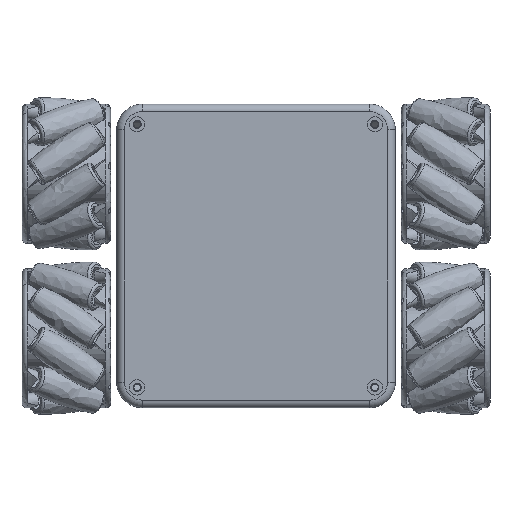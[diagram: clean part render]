
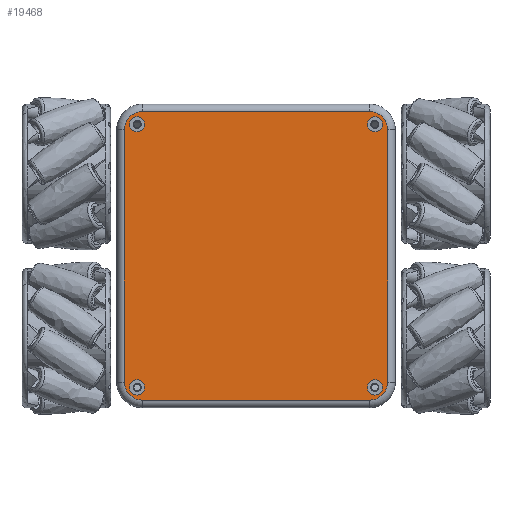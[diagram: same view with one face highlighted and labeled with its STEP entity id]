
A CAD part, top view. The second image highlights one B-rep face of the part: STEP entity #19468.
In plain terms, the highlighted planar face has unit normal (0, 0, 1).
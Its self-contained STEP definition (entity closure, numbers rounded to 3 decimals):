
#650=FACE_BOUND('',#3333,.T.);
#651=FACE_BOUND('',#3334,.T.);
#652=FACE_BOUND('',#3335,.T.);
#653=FACE_BOUND('',#3336,.T.);
#944=PLANE('',#21076);
#1936=FACE_OUTER_BOUND('',#3332,.T.);
#3332=EDGE_LOOP('',(#13899,#13900,#13901,#13902,#13903,#13904,#13905,#13906));
#3333=EDGE_LOOP('',(#13907));
#3334=EDGE_LOOP('',(#13908));
#3335=EDGE_LOOP('',(#13909));
#3336=EDGE_LOOP('',(#13910));
#4873=LINE('',#31593,#6018);
#4876=LINE('',#31601,#6021);
#4885=LINE('',#31657,#6030);
#4888=LINE('',#31665,#6033);
#6018=VECTOR('',#24515,10.);
#6021=VECTOR('',#24524,10.);
#6030=VECTOR('',#24593,10.);
#6033=VECTOR('',#24602,10.);
#7149=CIRCLE('',#21036,7.);
#7150=CIRCLE('',#21039,7.);
#7163=CIRCLE('',#21063,3.);
#7164=CIRCLE('',#21065,3.);
#7165=CIRCLE('',#21067,3.);
#7166=CIRCLE('',#21069,3.);
#7167=CIRCLE('',#21072,7.);
#7168=CIRCLE('',#21075,7.);
#8538=VERTEX_POINT('',#31585);
#8539=VERTEX_POINT('',#31587);
#8540=VERTEX_POINT('',#31591);
#8541=VERTEX_POINT('',#31595);
#8542=VERTEX_POINT('',#31599);
#8555=VERTEX_POINT('',#31640);
#8556=VERTEX_POINT('',#31644);
#8557=VERTEX_POINT('',#31648);
#8558=VERTEX_POINT('',#31652);
#8559=VERTEX_POINT('',#31656);
#8560=VERTEX_POINT('',#31660);
#8561=VERTEX_POINT('',#31664);
#10478=EDGE_CURVE('',#8539,#8538,#7149,.T.);
#10481=EDGE_CURVE('',#8538,#8540,#4873,.T.);
#10483=EDGE_CURVE('',#8540,#8541,#7150,.T.);
#10485=EDGE_CURVE('',#8541,#8542,#4876,.T.);
#10502=EDGE_CURVE('',#8555,#8555,#7163,.T.);
#10504=EDGE_CURVE('',#8556,#8556,#7164,.T.);
#10506=EDGE_CURVE('',#8557,#8557,#7165,.T.);
#10508=EDGE_CURVE('',#8558,#8558,#7166,.T.);
#10510=EDGE_CURVE('',#8559,#8539,#4885,.T.);
#10512=EDGE_CURVE('',#8560,#8559,#7167,.T.);
#10514=EDGE_CURVE('',#8561,#8560,#4888,.T.);
#10516=EDGE_CURVE('',#8542,#8561,#7168,.T.);
#13899=ORIENTED_EDGE('',*,*,#10478,.T.);
#13900=ORIENTED_EDGE('',*,*,#10481,.T.);
#13901=ORIENTED_EDGE('',*,*,#10483,.T.);
#13902=ORIENTED_EDGE('',*,*,#10485,.T.);
#13903=ORIENTED_EDGE('',*,*,#10516,.T.);
#13904=ORIENTED_EDGE('',*,*,#10514,.T.);
#13905=ORIENTED_EDGE('',*,*,#10512,.T.);
#13906=ORIENTED_EDGE('',*,*,#10510,.T.);
#13907=ORIENTED_EDGE('',*,*,#10508,.T.);
#13908=ORIENTED_EDGE('',*,*,#10506,.T.);
#13909=ORIENTED_EDGE('',*,*,#10504,.T.);
#13910=ORIENTED_EDGE('',*,*,#10502,.T.);
#19468=ADVANCED_FACE('',(#1936,#650,#651,#652,#653),#944,.T.);
#21036=AXIS2_PLACEMENT_3D('',#31588,#24509,#24510);
#21039=AXIS2_PLACEMENT_3D('',#31597,#24519,#24520);
#21063=AXIS2_PLACEMENT_3D('',#31641,#24573,#24574);
#21065=AXIS2_PLACEMENT_3D('',#31645,#24578,#24579);
#21067=AXIS2_PLACEMENT_3D('',#31649,#24583,#24584);
#21069=AXIS2_PLACEMENT_3D('',#31653,#24588,#24589);
#21072=AXIS2_PLACEMENT_3D('',#31661,#24597,#24598);
#21075=AXIS2_PLACEMENT_3D('',#31668,#24606,#24607);
#21076=AXIS2_PLACEMENT_3D('',#31669,#24608,#24609);
#24509=DIRECTION('center_axis',(0.,0.,1.));
#24510=DIRECTION('ref_axis',(0.,-1.,0.));
#24515=DIRECTION('',(0.,1.,0.));
#24519=DIRECTION('center_axis',(0.,0.,1.));
#24520=DIRECTION('ref_axis',(1.,0.,0.));
#24524=DIRECTION('',(-1.,0.,0.));
#24573=DIRECTION('center_axis',(0.,0.,-1.));
#24574=DIRECTION('ref_axis',(-1.,0.,0.));
#24578=DIRECTION('center_axis',(0.,0.,-1.));
#24579=DIRECTION('ref_axis',(-1.,0.,0.));
#24583=DIRECTION('center_axis',(0.,0.,-1.));
#24584=DIRECTION('ref_axis',(-1.,0.,0.));
#24588=DIRECTION('center_axis',(0.,0.,-1.));
#24589=DIRECTION('ref_axis',(-1.,0.,0.));
#24593=DIRECTION('',(1.,0.,0.));
#24597=DIRECTION('center_axis',(0.,0.,1.));
#24598=DIRECTION('ref_axis',(-1.,0.,0.));
#24602=DIRECTION('',(0.,-1.,0.));
#24606=DIRECTION('center_axis',(0.,0.,1.));
#24607=DIRECTION('ref_axis',(0.,1.,0.));
#24608=DIRECTION('center_axis',(0.,0.,1.));
#24609=DIRECTION('ref_axis',(-1.,0.,0.));
#31585=CARTESIAN_POINT('',(52.,-50.,50.));
#31587=CARTESIAN_POINT('',(45.,-57.,50.));
#31588=CARTESIAN_POINT('Origin',(45.,-50.,50.));
#31591=CARTESIAN_POINT('',(52.,50.,50.));
#31593=CARTESIAN_POINT('',(52.,50.,50.));
#31595=CARTESIAN_POINT('',(45.,57.,50.));
#31597=CARTESIAN_POINT('Origin',(45.,50.,50.));
#31599=CARTESIAN_POINT('',(-45.,57.,50.));
#31601=CARTESIAN_POINT('',(-45.,57.,50.));
#31640=CARTESIAN_POINT('',(-44.,52.,50.));
#31641=CARTESIAN_POINT('Origin',(-47.,52.,50.));
#31644=CARTESIAN_POINT('',(-44.,-52.,50.));
#31645=CARTESIAN_POINT('Origin',(-47.,-52.,50.));
#31648=CARTESIAN_POINT('',(50.,-52.,50.));
#31649=CARTESIAN_POINT('Origin',(47.,-52.,50.));
#31652=CARTESIAN_POINT('',(50.,52.,50.));
#31653=CARTESIAN_POINT('Origin',(47.,52.,50.));
#31656=CARTESIAN_POINT('',(-45.,-57.,50.));
#31657=CARTESIAN_POINT('',(45.,-57.,50.));
#31660=CARTESIAN_POINT('',(-52.,-50.,50.));
#31661=CARTESIAN_POINT('Origin',(-45.,-50.,50.));
#31664=CARTESIAN_POINT('',(-52.,50.,50.));
#31665=CARTESIAN_POINT('',(-52.,-50.,50.));
#31668=CARTESIAN_POINT('Origin',(-45.,50.,50.));
#31669=CARTESIAN_POINT('Origin',(0.,0.,50.));
